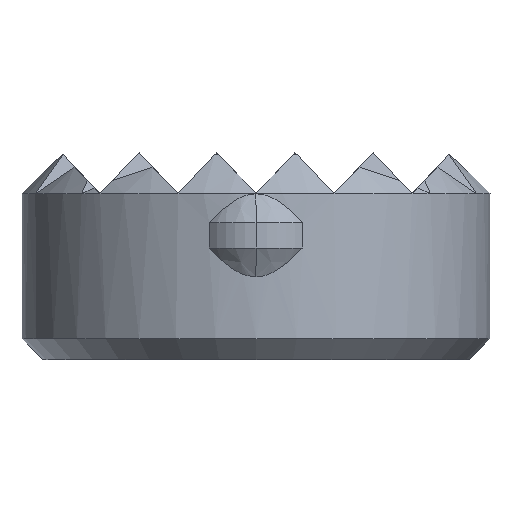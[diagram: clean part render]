
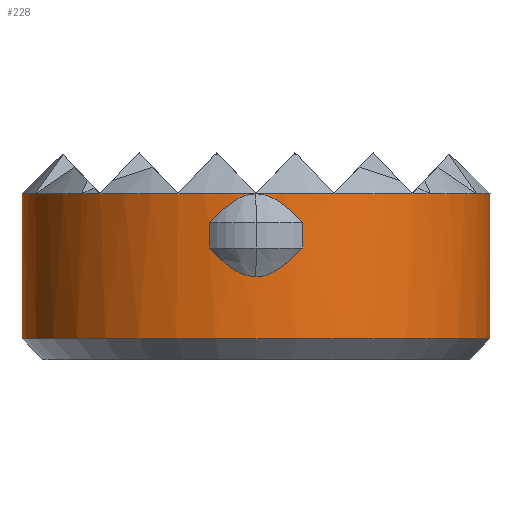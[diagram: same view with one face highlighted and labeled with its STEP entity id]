
A CAD part, front view. The second image highlights one B-rep face of the part: STEP entity #228.
In plain terms, the highlighted cylindrical face has radius 5.65 mm (diameter 11.3 mm), a partial arc.
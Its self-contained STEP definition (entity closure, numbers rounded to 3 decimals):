
#228=ADVANCED_FACE('',(#592),#593,.T.);
#592=FACE_OUTER_BOUND('',#1089,.T.);
#593=CYLINDRICAL_SURFACE('',#1090,5.65);
#1089=EDGE_LOOP('',(#1691,#1692,#1693,#1694,#1695,#1696,#1697,#1698,#1699,#1700,#1701,#1702,#1703,#1704,#1705,#1706,#1707,#1708,#1709));
#1090=AXIS2_PLACEMENT_3D('',#1710,#1711,#1712);
#1691=ORIENTED_EDGE('',*,*,#2748,.T.);
#1692=ORIENTED_EDGE('',*,*,#2820,.F.);
#1693=ORIENTED_EDGE('',*,*,#2773,.T.);
#1694=ORIENTED_EDGE('',*,*,#2821,.T.);
#1695=ORIENTED_EDGE('',*,*,#2822,.T.);
#1696=ORIENTED_EDGE('',*,*,#2823,.T.);
#1697=ORIENTED_EDGE('',*,*,#2824,.T.);
#1698=ORIENTED_EDGE('',*,*,#2825,.T.);
#1699=ORIENTED_EDGE('',*,*,#2777,.T.);
#1700=ORIENTED_EDGE('',*,*,#2781,.T.);
#1701=ORIENTED_EDGE('',*,*,#2784,.T.);
#1702=ORIENTED_EDGE('',*,*,#2813,.T.);
#1703=ORIENTED_EDGE('',*,*,#2816,.T.);
#1704=ORIENTED_EDGE('',*,*,#2818,.T.);
#1705=ORIENTED_EDGE('',*,*,#2826,.T.);
#1706=ORIENTED_EDGE('',*,*,#2827,.T.);
#1707=ORIENTED_EDGE('',*,*,#2828,.T.);
#1708=ORIENTED_EDGE('',*,*,#2829,.T.);
#1709=ORIENTED_EDGE('',*,*,#2830,.T.);
#1710=CARTESIAN_POINT('',(0.0,0.,2.25));
#1711=DIRECTION('',(-0.0,0.0,-1.0));
#1712=DIRECTION('',(-1.0,0.,0.0));
#2748=EDGE_CURVE('',#3201,#3192,#3202,.T.);
#2773=EDGE_CURVE('',#3195,#3247,#3249,.T.);
#2777=EDGE_CURVE('',#3252,#3254,#3256,.T.);
#2781=EDGE_CURVE('',#3254,#3260,#3262,.T.);
#2784=EDGE_CURVE('',#3260,#3264,#3266,.T.);
#2813=EDGE_CURVE('',#3264,#3298,#3300,.T.);
#2816=EDGE_CURVE('',#3298,#3302,#3304,.T.);
#2818=EDGE_CURVE('',#3302,#3252,#3306,.T.);
#2820=EDGE_CURVE('',#3195,#3192,#3308,.T.);
#2821=EDGE_CURVE('',#3247,#3309,#3310,.T.);
#2822=EDGE_CURVE('',#3309,#3311,#3312,.T.);
#2823=EDGE_CURVE('',#3311,#3313,#3314,.T.);
#2824=EDGE_CURVE('',#3313,#3315,#3316,.T.);
#2825=EDGE_CURVE('',#3315,#3252,#3317,.T.);
#2826=EDGE_CURVE('',#3252,#3318,#3319,.T.);
#2827=EDGE_CURVE('',#3318,#3320,#3321,.T.);
#2828=EDGE_CURVE('',#3320,#3322,#3323,.T.);
#2829=EDGE_CURVE('',#3322,#3324,#3325,.T.);
#2830=EDGE_CURVE('',#3324,#3201,#3326,.T.);
#3192=VERTEX_POINT('',#3765);
#3195=VERTEX_POINT('',#3769);
#3201=VERTEX_POINT('',#3776);
#3202=LINE('',#3777,#3778);
#3247=VERTEX_POINT('',#3899);
#3249=LINE('',#3901,#3902);
#3252=VERTEX_POINT('',#3905);
#3254=VERTEX_POINT('',#3908);
#3256=B_SPLINE_CURVE_WITH_KNOTS('',3,(#3910,#3911,#3912,#3913,#3914,#3915,#3916,#3917,#3918,#3919),.UNSPECIFIED.,.F.,.F.,(4,2,2,2,4),(2.744,3.087,3.43,4.116,4.215),.UNSPECIFIED.);
#3260=VERTEX_POINT('',#3924);
#3262=LINE('',#3926,#3927);
#3264=VERTEX_POINT('',#3929);
#3266=B_SPLINE_CURVE_WITH_KNOTS('',3,(#3932,#3933,#3934,#3935,#3936,#3937,#3938,#3939,#3940,#3941),.UNSPECIFIED.,.F.,.F.,(4,2,2,2,4),(1.273,1.372,2.058,2.401,2.744),.UNSPECIFIED.);
#3298=VERTEX_POINT('',#3979);
#3300=B_SPLINE_CURVE_WITH_KNOTS('',3,(#3981,#3982,#3983,#3984,#3985,#3986,#3987,#3988,#3989,#3990),.UNSPECIFIED.,.F.,.F.,(4,2,2,2,4),(2.744,3.087,3.43,4.116,4.215),.UNSPECIFIED.);
#3302=VERTEX_POINT('',#3992);
#3304=LINE('',#3994,#3995);
#3306=B_SPLINE_CURVE_WITH_KNOTS('',3,(#3997,#3998,#3999,#4000,#4001,#4002,#4003,#4004,#4005,#4006),.UNSPECIFIED.,.F.,.F.,(4,2,2,2,4),(1.273,1.372,2.058,2.401,2.744),.UNSPECIFIED.);
#3308=CIRCLE('',#4008,5.65);
#3309=VERTEX_POINT('',#4009);
#3310=CIRCLE('',#4010,5.65);
#3311=VERTEX_POINT('',#4011);
#3312=CIRCLE('',#4012,5.65);
#3313=VERTEX_POINT('',#4013);
#3314=CIRCLE('',#4014,5.65);
#3315=VERTEX_POINT('',#4015);
#3316=CIRCLE('',#4016,5.65);
#3317=CIRCLE('',#4017,5.65);
#3318=VERTEX_POINT('',#4018);
#3319=CIRCLE('',#4019,5.65);
#3320=VERTEX_POINT('',#4020);
#3321=CIRCLE('',#4021,5.65);
#3322=VERTEX_POINT('',#4022);
#3323=CIRCLE('',#4023,5.65);
#3324=VERTEX_POINT('',#4024);
#3325=CIRCLE('',#4025,5.65);
#3326=CIRCLE('',#4026,5.65);
#3765=CARTESIAN_POINT('',(-5.65,0.,0.5));
#3769=CARTESIAN_POINT('',(5.65,0.,0.5));
#3776=CARTESIAN_POINT('',(-5.65,0.,4.));
#3777=CARTESIAN_POINT('',(-5.65,0.,2.25));
#3778=VECTOR('',#4744,1.0);
#3899=CARTESIAN_POINT('',(5.65,0.,4.));
#3901=CARTESIAN_POINT('',(5.65,0.,2.25));
#3902=VECTOR('',#4785,1.0);
#3905=CARTESIAN_POINT('',(0.0,-5.65,4.0));
#3908=CARTESIAN_POINT('',(1.131,-5.536,3.307));
#3910=CARTESIAN_POINT('',(0.,-5.65,4.));
#3911=CARTESIAN_POINT('',(0.114,-5.65,4.));
#3912=CARTESIAN_POINT('',(0.215,-5.647,3.976));
#3913=CARTESIAN_POINT('',(0.404,-5.636,3.904));
#3914=CARTESIAN_POINT('',(0.492,-5.629,3.855));
#3915=CARTESIAN_POINT('',(0.748,-5.603,3.685));
#3916=CARTESIAN_POINT('',(0.907,-5.579,3.54));
#3917=CARTESIAN_POINT('',(1.086,-5.545,3.355));
#3918=CARTESIAN_POINT('',(1.108,-5.54,3.331));
#3919=CARTESIAN_POINT('',(1.131,-5.536,3.307));
#3924=CARTESIAN_POINT('',(1.131,-5.536,2.693));
#3926=CARTESIAN_POINT('',(1.131,-5.536,3.));
#3927=VECTOR('',#4794,1.0);
#3929=CARTESIAN_POINT('',(0.,-5.65,2.));
#3932=CARTESIAN_POINT('',(1.131,-5.536,2.693));
#3933=CARTESIAN_POINT('',(1.108,-5.54,2.669));
#3934=CARTESIAN_POINT('',(1.086,-5.545,2.645));
#3935=CARTESIAN_POINT('',(0.907,-5.579,2.46));
#3936=CARTESIAN_POINT('',(0.748,-5.603,2.315));
#3937=CARTESIAN_POINT('',(0.492,-5.629,2.145));
#3938=CARTESIAN_POINT('',(0.404,-5.636,2.096));
#3939=CARTESIAN_POINT('',(0.215,-5.647,2.024));
#3940=CARTESIAN_POINT('',(0.114,-5.65,2.));
#3941=CARTESIAN_POINT('',(0.,-5.65,2.));
#3979=CARTESIAN_POINT('',(-1.131,-5.536,2.693));
#3981=CARTESIAN_POINT('',(0.,-5.65,2.));
#3982=CARTESIAN_POINT('',(-0.114,-5.65,2.));
#3983=CARTESIAN_POINT('',(-0.215,-5.647,2.024));
#3984=CARTESIAN_POINT('',(-0.404,-5.636,2.096));
#3985=CARTESIAN_POINT('',(-0.492,-5.629,2.145));
#3986=CARTESIAN_POINT('',(-0.748,-5.603,2.315));
#3987=CARTESIAN_POINT('',(-0.907,-5.579,2.46));
#3988=CARTESIAN_POINT('',(-1.086,-5.545,2.645));
#3989=CARTESIAN_POINT('',(-1.108,-5.54,2.669));
#3990=CARTESIAN_POINT('',(-1.131,-5.536,2.693));
#3992=CARTESIAN_POINT('',(-1.131,-5.536,3.307));
#3994=CARTESIAN_POINT('',(-1.131,-5.536,3.));
#3995=VECTOR('',#4832,1.0);
#3997=CARTESIAN_POINT('',(-1.131,-5.536,3.307));
#3998=CARTESIAN_POINT('',(-1.108,-5.54,3.331));
#3999=CARTESIAN_POINT('',(-1.086,-5.545,3.355));
#4000=CARTESIAN_POINT('',(-0.907,-5.579,3.54));
#4001=CARTESIAN_POINT('',(-0.748,-5.603,3.685));
#4002=CARTESIAN_POINT('',(-0.492,-5.629,3.855));
#4003=CARTESIAN_POINT('',(-0.404,-5.636,3.904));
#4004=CARTESIAN_POINT('',(-0.215,-5.647,3.976));
#4005=CARTESIAN_POINT('',(-0.114,-5.65,4.));
#4006=CARTESIAN_POINT('',(0.,-5.65,4.));
#4008=AXIS2_PLACEMENT_3D('',#4833,#4834,#4835);
#4009=CARTESIAN_POINT('',(5.327,-1.883,4.));
#4010=AXIS2_PLACEMENT_3D('',#4836,#4837,#4838);
#4011=CARTESIAN_POINT('',(4.211,-3.767,4.));
#4012=AXIS2_PLACEMENT_3D('',#4839,#4840,#4841);
#4013=CARTESIAN_POINT('',(3.767,-4.211,4.0));
#4014=AXIS2_PLACEMENT_3D('',#4842,#4843,#4844);
#4015=CARTESIAN_POINT('',(1.883,-5.327,4.0));
#4016=AXIS2_PLACEMENT_3D('',#4845,#4846,#4847);
#4017=AXIS2_PLACEMENT_3D('',#4848,#4849,#4850);
#4018=CARTESIAN_POINT('',(-1.883,-5.327,4.0));
#4019=AXIS2_PLACEMENT_3D('',#4851,#4852,#4853);
#4020=CARTESIAN_POINT('',(-3.767,-4.211,4.0));
#4021=AXIS2_PLACEMENT_3D('',#4854,#4855,#4856);
#4022=CARTESIAN_POINT('',(-4.211,-3.767,4.));
#4023=AXIS2_PLACEMENT_3D('',#4857,#4858,#4859);
#4024=CARTESIAN_POINT('',(-5.327,-1.883,4.));
#4025=AXIS2_PLACEMENT_3D('',#4860,#4861,#4862);
#4026=AXIS2_PLACEMENT_3D('',#4863,#4864,#4865);
#4744=DIRECTION('',(0.0,0.0,-1.0));
#4785=DIRECTION('',(-0.0,-0.0,1.0));
#4794=DIRECTION('',(0.0,0.,-1.0));
#4832=DIRECTION('',(0.0,0.,1.0));
#4833=CARTESIAN_POINT('',(0.0,0.,0.5));
#4834=DIRECTION('',(-0.0,0.0,-1.0));
#4835=DIRECTION('',(-1.0,0.,0.0));
#4836=CARTESIAN_POINT('',(0.0,0.,4.));
#4837=DIRECTION('',(-0.0,0.0,-1.0));
#4838=DIRECTION('',(-1.0,0.,0.0));
#4839=CARTESIAN_POINT('',(0.0,0.,4.));
#4840=DIRECTION('',(-0.0,0.0,-1.0));
#4841=DIRECTION('',(-1.0,0.,0.0));
#4842=CARTESIAN_POINT('',(0.0,0.,4.));
#4843=DIRECTION('',(-0.0,0.0,-1.0));
#4844=DIRECTION('',(-1.0,0.,0.0));
#4845=CARTESIAN_POINT('',(0.0,0.,4.));
#4846=DIRECTION('',(-0.0,0.0,-1.0));
#4847=DIRECTION('',(-1.0,0.,0.0));
#4848=CARTESIAN_POINT('',(0.0,0.,4.));
#4849=DIRECTION('',(-0.0,0.0,-1.0));
#4850=DIRECTION('',(-1.0,0.,0.0));
#4851=CARTESIAN_POINT('',(0.0,0.,4.));
#4852=DIRECTION('',(-0.0,0.0,-1.0));
#4853=DIRECTION('',(-1.0,0.,0.0));
#4854=CARTESIAN_POINT('',(0.0,0.,4.));
#4855=DIRECTION('',(-0.0,0.0,-1.0));
#4856=DIRECTION('',(-1.0,0.,0.0));
#4857=CARTESIAN_POINT('',(0.0,0.,4.));
#4858=DIRECTION('',(-0.0,0.0,-1.0));
#4859=DIRECTION('',(-1.0,0.,0.0));
#4860=CARTESIAN_POINT('',(0.0,0.,4.));
#4861=DIRECTION('',(-0.0,0.0,-1.0));
#4862=DIRECTION('',(-1.0,0.,0.0));
#4863=CARTESIAN_POINT('',(0.0,0.,4.));
#4864=DIRECTION('',(-0.0,0.0,-1.0));
#4865=DIRECTION('',(-1.0,0.,0.0));
